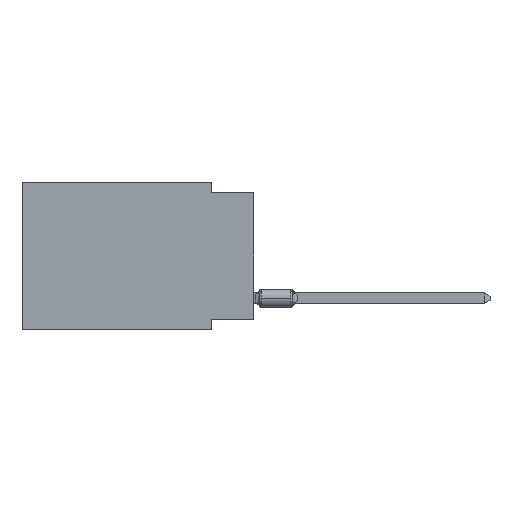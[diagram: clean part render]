
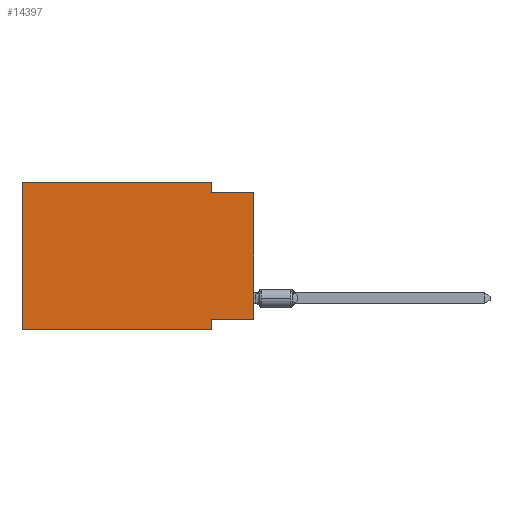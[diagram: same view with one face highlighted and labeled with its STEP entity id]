
A CAD part, left-side view. The second image highlights one B-rep face of the part: STEP entity #14397.
In plain terms, the highlighted planar face has unit normal (-1, 0, 0).
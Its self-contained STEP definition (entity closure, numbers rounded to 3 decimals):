
#382 = ORIENTED_EDGE ( 'NONE', *, *, #28292, .T. ) ;
#1322 = ORIENTED_EDGE ( 'NONE', *, *, #28591, .F. ) ;
#1399 = EDGE_CURVE ( 'NONE', #4560, #3472, #7631, .T. ) ;
#1793 = CARTESIAN_POINT ( 'NONE',  ( 0., 2.54, 0. ) ) ;
#2300 = VECTOR ( 'NONE', #13923, 1000. ) ;
#2754 = DIRECTION ( 'NONE',  ( 0., 0., -1. ) ) ;
#3172 = CARTESIAN_POINT ( 'NONE',  ( 0., 13.97, 0. ) ) ;
#3378 = CARTESIAN_POINT ( 'NONE',  ( 0., 0., 0. ) ) ;
#3472 = VERTEX_POINT ( 'NONE', #19675 ) ;
#3814 = LINE ( 'NONE', #22299, #29908 ) ;
#4214 = VERTEX_POINT ( 'NONE', #23845 ) ;
#4560 = VERTEX_POINT ( 'NONE', #23659 ) ;
#4578 = LINE ( 'NONE', #7456, #6725 ) ;
#4595 = VECTOR ( 'NONE', #7056, 1000. ) ;
#5300 = PLANE ( 'NONE',  #28482 ) ;
#6657 = VERTEX_POINT ( 'NONE', #17662 ) ;
#6725 = VECTOR ( 'NONE', #2754, 1000. ) ;
#6761 = CARTESIAN_POINT ( 'NONE',  ( 0., 2.54, 0. ) ) ;
#6915 = LINE ( 'NONE', #6761, #4595 ) ;
#7056 = DIRECTION ( 'NONE',  ( 0., 0., -1. ) ) ;
#7456 = CARTESIAN_POINT ( 'NONE',  ( 0., 2.54, -8.89 ) ) ;
#7631 = LINE ( 'NONE', #3378, #14818 ) ;
#7810 = EDGE_CURVE ( 'NONE', #18332, #26874, #4578, .T. ) ;
#8504 = DIRECTION ( 'NONE',  ( 0., -1., 0. ) ) ;
#8814 = ORIENTED_EDGE ( 'NONE', *, *, #22221, .F. ) ;
#9633 = VERTEX_POINT ( 'NONE', #1793 ) ;
#10057 = VECTOR ( 'NONE', #26208, 1000. ) ;
#10200 = ORIENTED_EDGE ( 'NONE', *, *, #16949, .F. ) ;
#11179 = DIRECTION ( 'NONE',  ( 0., 1., 0. ) ) ;
#11485 = LINE ( 'NONE', #13456, #23130 ) ;
#12428 = DIRECTION ( 'NONE',  ( 1., 0., 0. ) ) ;
#12727 = CARTESIAN_POINT ( 'NONE',  ( 0., 13.97, -8.89 ) ) ;
#13456 = CARTESIAN_POINT ( 'NONE',  ( 0., 0., -8.255 ) ) ;
#13741 = EDGE_LOOP ( 'NONE', ( #19773, #8814, #20185, #17492, #1322, #382, #26894, #10200 ) ) ;
#13923 = DIRECTION ( 'NONE',  ( 0., 0., 1. ) ) ;
#13995 = CARTESIAN_POINT ( 'NONE',  ( 0., 13.97, 0. ) ) ;
#14397 = ADVANCED_FACE ( 'NONE', ( #16823 ), #5300, .F. ) ;
#14551 = DIRECTION ( 'NONE',  ( 0., 0., -1. ) ) ;
#14818 = VECTOR ( 'NONE', #18863, 1000. ) ;
#16575 = VECTOR ( 'NONE', #20654, 1000. ) ;
#16823 = FACE_OUTER_BOUND ( 'NONE', #13741, .T. ) ;
#16949 = EDGE_CURVE ( 'NONE', #4560, #18332, #11485, .T. ) ;
#17492 = ORIENTED_EDGE ( 'NONE', *, *, #29295, .F. ) ;
#17662 = CARTESIAN_POINT ( 'NONE',  ( 0., 13.97, -8.89 ) ) ;
#18332 = VERTEX_POINT ( 'NONE', #27060 ) ;
#18437 = EDGE_CURVE ( 'NONE', #9633, #4214, #6915, .T. ) ;
#18863 = DIRECTION ( 'NONE',  ( 0., 0., 1. ) ) ;
#19006 = VERTEX_POINT ( 'NONE', #13995 ) ;
#19675 = CARTESIAN_POINT ( 'NONE',  ( 0., 0., -0.635 ) ) ;
#19693 = LINE ( 'NONE', #12727, #10057 ) ;
#19773 = ORIENTED_EDGE ( 'NONE', *, *, #1399, .T. ) ;
#20185 = ORIENTED_EDGE ( 'NONE', *, *, #18437, .F. ) ;
#20654 = DIRECTION ( 'NONE',  ( 0., -1., 0. ) ) ;
#21067 = CARTESIAN_POINT ( 'NONE',  ( 0., 2.54, -8.89 ) ) ;
#22221 = EDGE_CURVE ( 'NONE', #4214, #3472, #29733, .T. ) ;
#22299 = CARTESIAN_POINT ( 'NONE',  ( 0., 13.97, 0. ) ) ;
#23130 = VECTOR ( 'NONE', #11179, 1000. ) ;
#23659 = CARTESIAN_POINT ( 'NONE',  ( 0., 0., -8.255 ) ) ;
#23845 = CARTESIAN_POINT ( 'NONE',  ( 0., 2.54, -0.635 ) ) ;
#24888 = CARTESIAN_POINT ( 'NONE',  ( 0., 0., -0.635 ) ) ;
#26208 = DIRECTION ( 'NONE',  ( 0., -1., 0. ) ) ;
#26874 = VERTEX_POINT ( 'NONE', #21067 ) ;
#26894 = ORIENTED_EDGE ( 'NONE', *, *, #7810, .F. ) ;
#27060 = CARTESIAN_POINT ( 'NONE',  ( 0., 2.54, -8.255 ) ) ;
#27400 = CARTESIAN_POINT ( 'NONE',  ( 0., 13.97, 0. ) ) ;
#28292 = EDGE_CURVE ( 'NONE', #6657, #26874, #19693, .T. ) ;
#28482 = AXIS2_PLACEMENT_3D ( 'NONE', #3172, #12428, #14551 ) ;
#28591 = EDGE_CURVE ( 'NONE', #6657, #19006, #29965, .T. ) ;
#29295 = EDGE_CURVE ( 'NONE', #19006, #9633, #3814, .T. ) ;
#29733 = LINE ( 'NONE', #24888, #16575 ) ;
#29908 = VECTOR ( 'NONE', #8504, 1000. ) ;
#29965 = LINE ( 'NONE', #27400, #2300 ) ;
